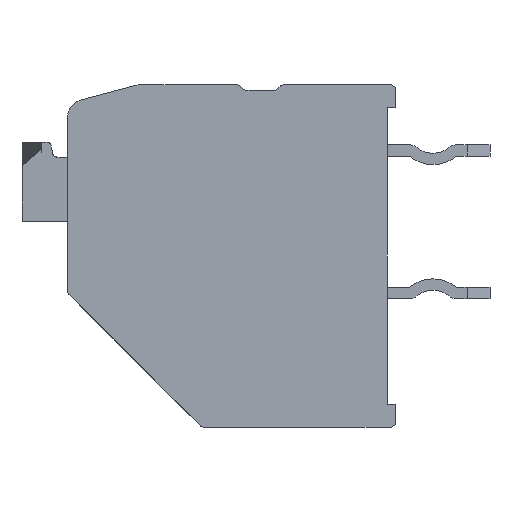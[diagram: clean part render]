
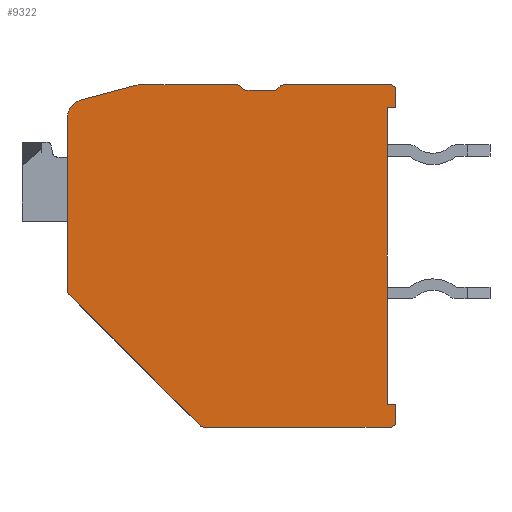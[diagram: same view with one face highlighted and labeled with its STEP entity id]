
A CAD part, left-side view. The second image highlights one B-rep face of the part: STEP entity #9322.
In plain terms, the highlighted planar face has unit normal (-1, 0, 0).
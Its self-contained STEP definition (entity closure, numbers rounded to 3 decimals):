
#2971=CARTESIAN_POINT('',(-24.5,5.15,4.883));
#2972=DIRECTION('',(1.,0.,0.));
#2973=DIRECTION('',(0.,1.,0.));
#2974=AXIS2_PLACEMENT_3D('',#2971,#2972,#2973);
#2976=DIRECTION('',(0.,-0.966,0.259));
#2977=VECTOR('',#2976,1.997);
#2978=CARTESIAN_POINT('',(-24.5,5.305,5.463));
#2979=LINE('',#2978,#2977);
#2980=CARTESIAN_POINT('',(-24.5,3.221,5.4));
#2981=DIRECTION('',(1.,0.,0.));
#2982=DIRECTION('',(0.,0.259,0.966));
#2983=AXIS2_PLACEMENT_3D('',#2980,#2981,#2982);
#2985=DIRECTION('',(0.,-1.,0.));
#2986=VECTOR('',#2985,3.388);
#2987=CARTESIAN_POINT('',(-24.5,3.221,6.));
#2988=LINE('',#2987,#2986);
#2989=CARTESIAN_POINT('',(-24.5,-0.167,5.8));
#2990=DIRECTION('',(1.,0.,0.));
#2991=DIRECTION('',(0.,0.,1.));
#2992=AXIS2_PLACEMENT_3D('',#2989,#2990,#2991);
#2994=DIRECTION('',(0.,-0.707,-0.707));
#2995=VECTOR('',#2994,0.117);
#2996=CARTESIAN_POINT('',(-24.5,-0.309,5.941));
#2997=LINE('',#2996,#2995);
#2998=CARTESIAN_POINT('',(-24.5,-0.533,6.));
#2999=DIRECTION('',(-1.,0.,0.));
#3000=DIRECTION('',(0.,0.707,-0.707));
#3001=AXIS2_PLACEMENT_3D('',#2998,#2999,#3000);
#3003=DIRECTION('',(0.,-1.,0.));
#3004=VECTOR('',#3003,0.934);
#3005=CARTESIAN_POINT('',(-24.5,-0.533,5.8));
#3006=LINE('',#3005,#3004);
#3007=CARTESIAN_POINT('',(-24.5,-1.467,6.));
#3008=DIRECTION('',(-1.,0.,0.));
#3009=DIRECTION('',(0.,0.,-1.));
#3010=AXIS2_PLACEMENT_3D('',#3007,#3008,#3009);
#3012=DIRECTION('',(0.,-0.707,0.707));
#3013=VECTOR('',#3012,0.117);
#3014=CARTESIAN_POINT('',(-24.5,-1.609,5.859));
#3015=LINE('',#3014,#3013);
#3016=CARTESIAN_POINT('',(-24.5,-1.833,5.8));
#3017=DIRECTION('',(1.,0.,0.));
#3018=DIRECTION('',(0.,0.707,0.707));
#3019=AXIS2_PLACEMENT_3D('',#3016,#3017,#3018);
#3021=DIRECTION('',(0.,-1.,0.));
#3022=VECTOR('',#3021,3.717);
#3023=CARTESIAN_POINT('',(-24.5,-1.833,6.));
#3024=LINE('',#3023,#3022);
#3025=CARTESIAN_POINT('',(-24.5,-5.55,5.8));
#3026=DIRECTION('',(1.,0.,0.));
#3027=DIRECTION('',(0.,0.,1.));
#3028=AXIS2_PLACEMENT_3D('',#3025,#3026,#3027);
#3030=DIRECTION('',(0.,0.,-1.));
#3031=VECTOR('',#3030,0.6);
#3032=CARTESIAN_POINT('',(-24.5,-5.75,5.8));
#3033=LINE('',#3032,#3031);
#3034=DIRECTION('',(0.,1.,0.));
#3035=VECTOR('',#3034,0.3);
#3036=CARTESIAN_POINT('',(-24.5,-5.75,5.2));
#3037=LINE('',#3036,#3035);
#3038=DIRECTION('',(0.,0.,-1.));
#3039=VECTOR('',#3038,10.4);
#3040=CARTESIAN_POINT('',(-24.5,-5.45,5.2));
#3041=LINE('',#3040,#3039);
#3042=DIRECTION('',(0.,-1.,0.));
#3043=VECTOR('',#3042,0.3);
#3044=CARTESIAN_POINT('',(-24.5,-5.45,-5.2));
#3045=LINE('',#3044,#3043);
#3046=DIRECTION('',(0.,0.,-1.));
#3047=VECTOR('',#3046,0.6);
#3048=CARTESIAN_POINT('',(-24.5,-5.75,-5.2));
#3049=LINE('',#3048,#3047);
#3050=CARTESIAN_POINT('',(-24.5,-5.55,-5.8));
#3051=DIRECTION('',(1.,0.,0.));
#3052=DIRECTION('',(0.,-1.,0.));
#3053=AXIS2_PLACEMENT_3D('',#3050,#3051,#3052);
#3055=DIRECTION('',(0.,1.,0.));
#3056=VECTOR('',#3055,6.515);
#3057=CARTESIAN_POINT('',(-24.5,-5.55,-6.));
#3058=LINE('',#3057,#3056);
#3059=CARTESIAN_POINT('',(-24.5,0.965,-5.8));
#3060=DIRECTION('',(1.,0.,0.));
#3061=DIRECTION('',(0.,0.,-1.));
#3062=AXIS2_PLACEMENT_3D('',#3059,#3060,#3061);
#3064=DIRECTION('',(0.,0.707,0.707));
#3065=VECTOR('',#3064,6.484);
#3066=CARTESIAN_POINT('',(-24.5,1.107,-5.941));
#3067=LINE('',#3066,#3065);
#3068=CARTESIAN_POINT('',(-24.5,5.55,-1.215));
#3069=DIRECTION('',(1.,0.,0.));
#3070=DIRECTION('',(0.,0.707,-0.707));
#3071=AXIS2_PLACEMENT_3D('',#3068,#3069,#3070);
#3073=DIRECTION('',(0.,0.,1.));
#3074=VECTOR('',#3073,6.098);
#3075=CARTESIAN_POINT('',(-24.5,5.75,-1.215));
#3076=LINE('',#3075,#3074);
#4213=CARTESIAN_POINT('',(-24.5,5.75,4.883));
#4214=CARTESIAN_POINT('',(-24.5,5.305,5.463));
#4215=VERTEX_POINT('',#4213);
#4216=VERTEX_POINT('',#4214);
#4217=CARTESIAN_POINT('',(-24.5,3.376,5.98));
#4218=VERTEX_POINT('',#4217);
#4219=CARTESIAN_POINT('',(-24.5,3.221,6.));
#4220=VERTEX_POINT('',#4219);
#4221=CARTESIAN_POINT('',(-24.5,-0.167,6.));
#4222=VERTEX_POINT('',#4221);
#4223=CARTESIAN_POINT('',(-24.5,-0.309,5.941));
#4224=VERTEX_POINT('',#4223);
#4225=CARTESIAN_POINT('',(-24.5,-0.391,5.859));
#4226=VERTEX_POINT('',#4225);
#4227=CARTESIAN_POINT('',(-24.5,-0.533,5.8));
#4228=VERTEX_POINT('',#4227);
#4229=CARTESIAN_POINT('',(-24.5,-1.467,5.8));
#4230=VERTEX_POINT('',#4229);
#4231=CARTESIAN_POINT('',(-24.5,-1.609,5.859));
#4232=VERTEX_POINT('',#4231);
#4233=CARTESIAN_POINT('',(-24.5,-1.691,5.941));
#4234=VERTEX_POINT('',#4233);
#4235=CARTESIAN_POINT('',(-24.5,-1.833,6.));
#4236=VERTEX_POINT('',#4235);
#4237=CARTESIAN_POINT('',(-24.5,-5.55,6.));
#4238=VERTEX_POINT('',#4237);
#4239=CARTESIAN_POINT('',(-24.5,-5.75,5.8));
#4240=VERTEX_POINT('',#4239);
#4241=CARTESIAN_POINT('',(-24.5,-5.75,5.2));
#4242=VERTEX_POINT('',#4241);
#4243=CARTESIAN_POINT('',(-24.5,-5.45,5.2));
#4244=VERTEX_POINT('',#4243);
#4245=CARTESIAN_POINT('',(-24.5,-5.45,-5.2));
#4246=VERTEX_POINT('',#4245);
#4247=CARTESIAN_POINT('',(-24.5,-5.75,-5.2));
#4248=VERTEX_POINT('',#4247);
#4249=CARTESIAN_POINT('',(-24.5,-5.75,-5.8));
#4250=VERTEX_POINT('',#4249);
#4251=CARTESIAN_POINT('',(-24.5,-5.55,-6.));
#4252=VERTEX_POINT('',#4251);
#4253=CARTESIAN_POINT('',(-24.5,0.965,-6.));
#4254=VERTEX_POINT('',#4253);
#4255=CARTESIAN_POINT('',(-24.5,1.107,-5.941));
#4256=VERTEX_POINT('',#4255);
#4257=CARTESIAN_POINT('',(-24.5,5.691,-1.357));
#4258=VERTEX_POINT('',#4257);
#4259=CARTESIAN_POINT('',(-24.5,5.75,-1.215));
#4260=VERTEX_POINT('',#4259);
#9291=CARTESIAN_POINT('',(-24.5,0.,0.));
#9292=DIRECTION('',(1.,0.,0.));
#9293=DIRECTION('',(0.,0.,-1.));
#9294=AXIS2_PLACEMENT_3D('',#9291,#9292,#9293);
#9295=PLANE('',#9294);
#9296=ORIENTED_EDGE('',*,*,#5387,.T.);
#9297=ORIENTED_EDGE('',*,*,#5402,.T.);
#9298=ORIENTED_EDGE('',*,*,#5416,.T.);
#9299=ORIENTED_EDGE('',*,*,#5430,.T.);
#9300=ORIENTED_EDGE('',*,*,#5444,.T.);
#9301=ORIENTED_EDGE('',*,*,#5458,.T.);
#9302=ORIENTED_EDGE('',*,*,#5472,.T.);
#9303=ORIENTED_EDGE('',*,*,#5486,.T.);
#9304=ORIENTED_EDGE('',*,*,#5500,.T.);
#9305=ORIENTED_EDGE('',*,*,#5514,.T.);
#9306=ORIENTED_EDGE('',*,*,#5528,.T.);
#9307=ORIENTED_EDGE('',*,*,#5542,.T.);
#9308=ORIENTED_EDGE('',*,*,#5556,.T.);
#9309=ORIENTED_EDGE('',*,*,#5570,.T.);
#9310=ORIENTED_EDGE('',*,*,#5584,.T.);
#9311=ORIENTED_EDGE('',*,*,#5598,.T.);
#9312=ORIENTED_EDGE('',*,*,#5682,.T.);
#9313=ORIENTED_EDGE('',*,*,#5696,.T.);
#9314=ORIENTED_EDGE('',*,*,#5710,.T.);
#9315=ORIENTED_EDGE('',*,*,#5724,.T.);
#9316=ORIENTED_EDGE('',*,*,#5738,.T.);
#9317=ORIENTED_EDGE('',*,*,#5761,.T.);
#9318=ORIENTED_EDGE('',*,*,#6037,.T.);
#9319=ORIENTED_EDGE('',*,*,#6133,.T.);
#9320=EDGE_LOOP('',(#9296,#9297,#9298,#9299,#9300,#9301,#9302,#9303,#9304,#9305,
#9306,#9307,#9308,#9309,#9310,#9311,#9312,#9313,#9314,#9315,#9316,#9317,#9318,
#9319));
#9321=FACE_OUTER_BOUND('',#9320,.F.);
#2975=CIRCLE('',#2974,0.6);
#2984=CIRCLE('',#2983,0.6);
#2993=CIRCLE('',#2992,0.2);
#3002=CIRCLE('',#3001,0.2);
#3011=CIRCLE('',#3010,0.2);
#3020=CIRCLE('',#3019,0.2);
#3029=CIRCLE('',#3028,0.2);
#3054=CIRCLE('',#3053,0.2);
#3063=CIRCLE('',#3062,0.2);
#3072=CIRCLE('',#3071,0.2);
#5387=EDGE_CURVE('',#4215,#4216,#2975,.T.);
#5402=EDGE_CURVE('',#4216,#4218,#2979,.T.);
#5416=EDGE_CURVE('',#4218,#4220,#2984,.T.);
#5430=EDGE_CURVE('',#4220,#4222,#2988,.T.);
#5444=EDGE_CURVE('',#4222,#4224,#2993,.T.);
#5458=EDGE_CURVE('',#4224,#4226,#2997,.T.);
#5472=EDGE_CURVE('',#4226,#4228,#3002,.T.);
#5486=EDGE_CURVE('',#4228,#4230,#3006,.T.);
#5500=EDGE_CURVE('',#4230,#4232,#3011,.T.);
#5514=EDGE_CURVE('',#4232,#4234,#3015,.T.);
#5528=EDGE_CURVE('',#4234,#4236,#3020,.T.);
#5542=EDGE_CURVE('',#4236,#4238,#3024,.T.);
#5556=EDGE_CURVE('',#4238,#4240,#3029,.T.);
#5570=EDGE_CURVE('',#4240,#4242,#3033,.T.);
#5584=EDGE_CURVE('',#4242,#4244,#3037,.T.);
#5598=EDGE_CURVE('',#4244,#4246,#3041,.T.);
#5682=EDGE_CURVE('',#4246,#4248,#3045,.T.);
#5696=EDGE_CURVE('',#4248,#4250,#3049,.T.);
#5710=EDGE_CURVE('',#4250,#4252,#3054,.T.);
#5724=EDGE_CURVE('',#4252,#4254,#3058,.T.);
#5738=EDGE_CURVE('',#4254,#4256,#3063,.T.);
#5761=EDGE_CURVE('',#4256,#4258,#3067,.T.);
#6037=EDGE_CURVE('',#4258,#4260,#3072,.T.);
#6133=EDGE_CURVE('',#4260,#4215,#3076,.T.);
#9322=ADVANCED_FACE('',(#9321),#9295,.F.);
